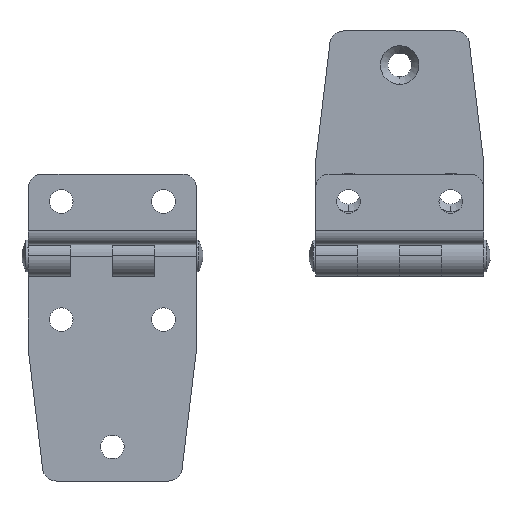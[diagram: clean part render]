
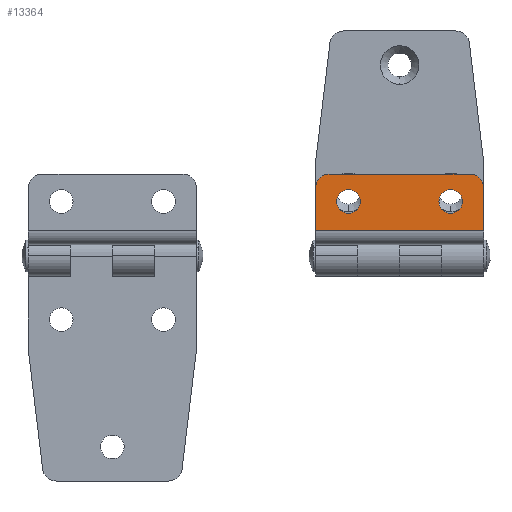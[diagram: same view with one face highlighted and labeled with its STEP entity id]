
A CAD part, front view. The second image highlights one B-rep face of the part: STEP entity #13364.
In plain terms, the highlighted face is planar.
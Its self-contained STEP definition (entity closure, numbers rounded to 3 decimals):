
#403 = DIRECTION ( 'NONE',  ( 0., 0., -1. ) ) ;
#662 = FACE_BOUND ( 'NONE', #1621, .T. ) ;
#712 = DIRECTION ( 'NONE',  ( -1., 0., 0. ) ) ;
#722 = DIRECTION ( 'NONE',  ( 1., 0., 0. ) ) ;
#929 = ORIENTED_EDGE ( 'NONE', *, *, #16304, .F. ) ;
#934 = EDGE_CURVE ( 'NONE', #3031, #9283, #15322, .T. ) ;
#1286 = ORIENTED_EDGE ( 'NONE', *, *, #934, .T. ) ;
#1438 = CARTESIAN_POINT ( 'NONE',  ( -11.25, -12., -14.5 ) ) ;
#1621 = EDGE_LOOP ( 'NONE', ( #17175, #1286 ) ) ;
#1929 = ORIENTED_EDGE ( 'NONE', *, *, #7659, .F. ) ;
#1935 = CIRCLE ( 'NONE', #2836, 2.6 ) ;
#1977 = EDGE_CURVE ( 'NONE', #8309, #14700, #1935, .T. ) ;
#1999 = CIRCLE ( 'NONE', #9270, 3. ) ;
#2064 = DIRECTION ( 'NONE',  ( -1., 0., 0. ) ) ;
#2175 = VERTEX_POINT ( 'NONE', #4298 ) ;
#2512 = CARTESIAN_POINT ( 'NONE',  ( 8.65, -12., -14.5 ) ) ;
#2539 = EDGE_CURVE ( 'NONE', #14700, #8309, #8598, .T. ) ;
#2836 = AXIS2_PLACEMENT_3D ( 'NONE', #1438, #6815, #14852 ) ;
#2926 = ORIENTED_EDGE ( 'NONE', *, *, #9877, .T. ) ;
#3031 = VERTEX_POINT ( 'NONE', #2512 ) ;
#3227 = CARTESIAN_POINT ( 'NONE',  ( 15.5, -15., -14.5 ) ) ;
#3233 = DIRECTION ( 'NONE',  ( 0., 0., -1. ) ) ;
#3592 = CARTESIAN_POINT ( 'NONE',  ( 11.25, -12., -14.5 ) ) ;
#3620 = ORIENTED_EDGE ( 'NONE', *, *, #7200, .T. ) ;
#3988 = FACE_BOUND ( 'NONE', #15820, .T. ) ;
#4100 = VECTOR ( 'NONE', #2064, 1000. ) ;
#4190 = CARTESIAN_POINT ( 'NONE',  ( 11.25, -12., -14.5 ) ) ;
#4238 = VERTEX_POINT ( 'NONE', #7656 ) ;
#4298 = CARTESIAN_POINT ( 'NONE',  ( 18.5, -15., -14.5 ) ) ;
#4869 = DIRECTION ( 'NONE',  ( 1., 0., 0. ) ) ;
#5567 = VERTEX_POINT ( 'NONE', #11602 ) ;
#5591 = CARTESIAN_POINT ( 'NONE',  ( 18.5, -5.5, -14.5 ) ) ;
#5694 = DIRECTION ( 'NONE',  ( 1., 0., 0. ) ) ;
#6415 = AXIS2_PLACEMENT_3D ( 'NONE', #7146, #3233, #11150 ) ;
#6636 = EDGE_CURVE ( 'NONE', #17352, #8185, #17108, .T. ) ;
#6662 = ORIENTED_EDGE ( 'NONE', *, *, #1977, .T. ) ;
#6815 = DIRECTION ( 'NONE',  ( 0., 0., 1. ) ) ;
#6836 = VECTOR ( 'NONE', #17042, 1000. ) ;
#7146 = CARTESIAN_POINT ( 'NONE',  ( 18.5, -5.5, -14.5 ) ) ;
#7200 = EDGE_CURVE ( 'NONE', #8185, #5567, #14144, .T. ) ;
#7404 = CARTESIAN_POINT ( 'NONE',  ( -8.65, -12., -14.5 ) ) ;
#7538 = DIRECTION ( 'NONE',  ( 0., 0., 1. ) ) ;
#7644 = LINE ( 'NONE', #14029, #4100 ) ;
#7656 = CARTESIAN_POINT ( 'NONE',  ( -18.5, -5.5, -14.5 ) ) ;
#7659 = EDGE_CURVE ( 'NONE', #16298, #4238, #7644, .T. ) ;
#8058 = EDGE_CURVE ( 'NONE', #16298, #2175, #16195, .T. ) ;
#8096 = VECTOR ( 'NONE', #10800, 1000. ) ;
#8185 = VERTEX_POINT ( 'NONE', #16749 ) ;
#8309 = VERTEX_POINT ( 'NONE', #7404 ) ;
#8423 = CARTESIAN_POINT ( 'NONE',  ( 13.85, -12., -14.5 ) ) ;
#8527 = PLANE ( 'NONE',  #6415 ) ;
#8598 = CIRCLE ( 'NONE', #13825, 2.6 ) ;
#9270 = AXIS2_PLACEMENT_3D ( 'NONE', #3227, #12491, #16588 ) ;
#9283 = VERTEX_POINT ( 'NONE', #8423 ) ;
#9383 = ORIENTED_EDGE ( 'NONE', *, *, #6636, .T. ) ;
#9417 = CARTESIAN_POINT ( 'NONE',  ( 15.5, -18., -14.5 ) ) ;
#9839 = FACE_OUTER_BOUND ( 'NONE', #13838, .T. ) ;
#9877 = EDGE_CURVE ( 'NONE', #2175, #17352, #1999, .T. ) ;
#10064 = CARTESIAN_POINT ( 'NONE',  ( -11.25, -12., -14.5 ) ) ;
#10784 = DIRECTION ( 'NONE',  ( 0., 0., 1. ) ) ;
#10800 = DIRECTION ( 'NONE',  ( 0., -1., 0. ) ) ;
#11133 = DIRECTION ( 'NONE',  ( -1., 0., 0. ) ) ;
#11150 = DIRECTION ( 'NONE',  ( -1., 0., 0. ) ) ;
#11602 = CARTESIAN_POINT ( 'NONE',  ( -18.5, -15., -14.5 ) ) ;
#12364 = CARTESIAN_POINT ( 'NONE',  ( -15.5, -15., -14.5 ) ) ;
#12491 = DIRECTION ( 'NONE',  ( 0., 0., -1. ) ) ;
#12915 = ORIENTED_EDGE ( 'NONE', *, *, #8058, .T. ) ;
#12928 = CIRCLE ( 'NONE', #13977, 2.6 ) ;
#12932 = LINE ( 'NONE', #15990, #8096 ) ;
#13364 = ADVANCED_FACE ( 'NONE', ( #662, #3988, #9839 ), #8527, .T. ) ;
#13379 = ORIENTED_EDGE ( 'NONE', *, *, #2539, .T. ) ;
#13525 = CARTESIAN_POINT ( 'NONE',  ( -13.85, -12., -14.5 ) ) ;
#13825 = AXIS2_PLACEMENT_3D ( 'NONE', #10064, #7538, #722 ) ;
#13838 = EDGE_LOOP ( 'NONE', ( #12915, #2926, #9383, #3620, #929, #1929 ) ) ;
#13977 = AXIS2_PLACEMENT_3D ( 'NONE', #4190, #10784, #5694 ) ;
#14029 = CARTESIAN_POINT ( 'NONE',  ( 18.5, -5.5, -14.5 ) ) ;
#14144 = CIRCLE ( 'NONE', #17133, 3. ) ;
#14579 = VECTOR ( 'NONE', #712, 1000. ) ;
#14700 = VERTEX_POINT ( 'NONE', #13525 ) ;
#14852 = DIRECTION ( 'NONE',  ( 1., 0., 0. ) ) ;
#15322 = CIRCLE ( 'NONE', #16371, 2.6 ) ;
#15351 = EDGE_CURVE ( 'NONE', #9283, #3031, #12928, .T. ) ;
#15548 = DIRECTION ( 'NONE',  ( 0., 0., 1. ) ) ;
#15723 = CARTESIAN_POINT ( 'NONE',  ( 18.5, -5.5, -14.5 ) ) ;
#15820 = EDGE_LOOP ( 'NONE', ( #6662, #13379 ) ) ;
#15990 = CARTESIAN_POINT ( 'NONE',  ( -18.5, -5.5, -14.5 ) ) ;
#16195 = LINE ( 'NONE', #15723, #6836 ) ;
#16298 = VERTEX_POINT ( 'NONE', #5591 ) ;
#16304 = EDGE_CURVE ( 'NONE', #4238, #5567, #12932, .T. ) ;
#16371 = AXIS2_PLACEMENT_3D ( 'NONE', #3592, #15548, #4869 ) ;
#16588 = DIRECTION ( 'NONE',  ( -1., 0., 0. ) ) ;
#16711 = CARTESIAN_POINT ( 'NONE',  ( 18.5, -18., -14.5 ) ) ;
#16749 = CARTESIAN_POINT ( 'NONE',  ( -15.5, -18., -14.5 ) ) ;
#17042 = DIRECTION ( 'NONE',  ( 0., -1., 0. ) ) ;
#17108 = LINE ( 'NONE', #16711, #14579 ) ;
#17133 = AXIS2_PLACEMENT_3D ( 'NONE', #12364, #403, #11133 ) ;
#17175 = ORIENTED_EDGE ( 'NONE', *, *, #15351, .T. ) ;
#17352 = VERTEX_POINT ( 'NONE', #9417 ) ;
